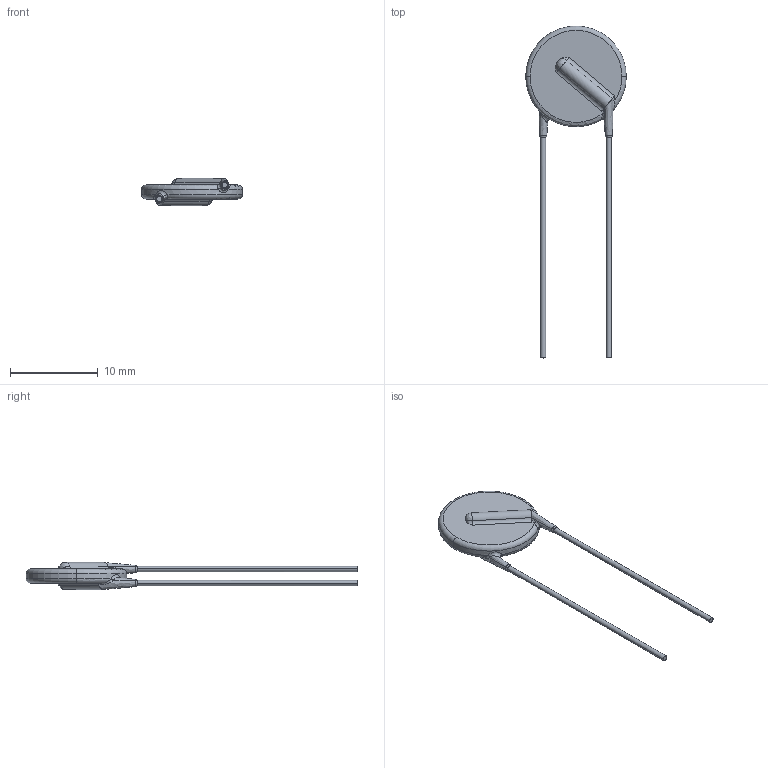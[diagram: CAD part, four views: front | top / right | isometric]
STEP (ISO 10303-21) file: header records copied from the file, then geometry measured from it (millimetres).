
FILE_DESCRIPTION (( 'STEP AP214' ), '1' );
FILE_NAME ('S10K275E2.STEP', '2019-11-21T05:22:47', ( '' ), ( '' ), 'SwSTEP 2.0', 'SolidWorks 2019', '' );
FILE_SCHEMA (( 'AUTOMOTIVE_DESIGN' ));
Length unit declared in the file: millimetre
Products named in the file (1): S10K275E2
Bounding box: 11.5 x 37.93 x 3.1 mm (x, y, z)
Volume: 195.5 mm3; surface area: 372.2 mm2
Topology: 1 solids, 1 shells, 52 faces, 159 edges, 109 vertices
Faces by surface type: bspline 25, cylinder 12, plane 9, torus 6
Entity records: 4349 total; most frequent: CARTESIAN_POINT 2492, ORIENTED_EDGE 318, DIRECTION 200, EDGE_CURVE 159, VERTEX_POINT 109, AXIS2_PLACEMENT_3D 91, B_SPLINE_CURVE_WITH_KNOTS 78, CIRCLE 63
